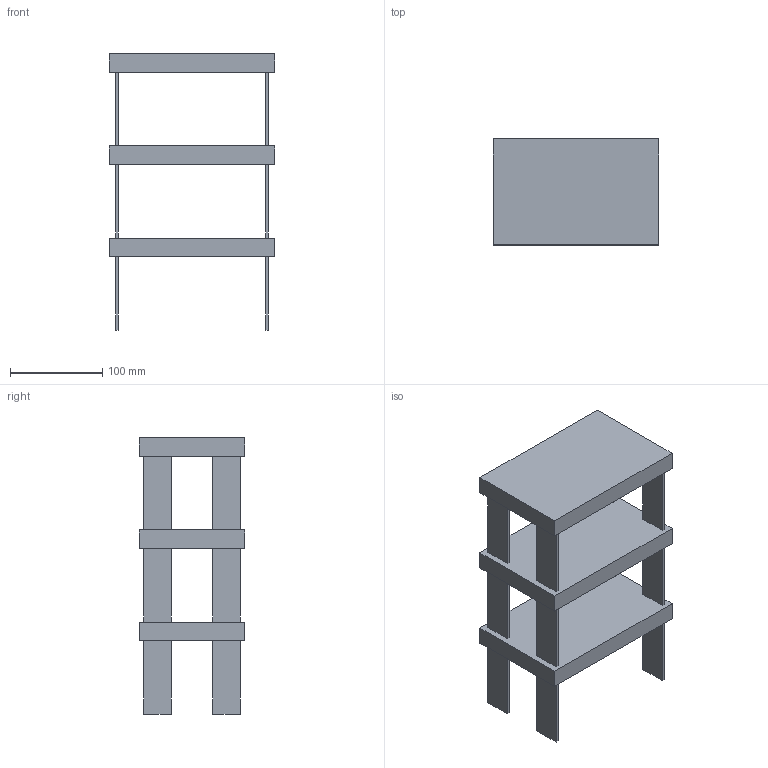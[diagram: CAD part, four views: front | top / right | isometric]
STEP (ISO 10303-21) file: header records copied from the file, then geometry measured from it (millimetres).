
FILE_DESCRIPTION (( 'STEP AP203' ), '1' );
FILE_NAME ('large_real.STEP', '2022-05-31T05:22:13', ( '' ), ( '' ), 'SwSTEP 2.0', 'SolidWorks 2017', '' );
FILE_SCHEMA (( 'CONFIG_CONTROL_DESIGN' ));
Length unit declared in the file: millimetre
Products named in the file (1): large_real
Bounding box: 180 x 115 x 300 mm (x, y, z)
Volume: 1328400 mm3; surface area: 221520 mm2
Topology: 1 solids, 1 shells, 70 faces, 180 edges, 120 vertices
Faces by surface type: plane 70
Entity records: 2185 total; most frequent: CARTESIAN_POINT 371, ORIENTED_EDGE 360, DIRECTION 322, VECTOR 180, EDGE_CURVE 180, LINE 180, VERTEX_POINT 120, EDGE_LOOP 90
